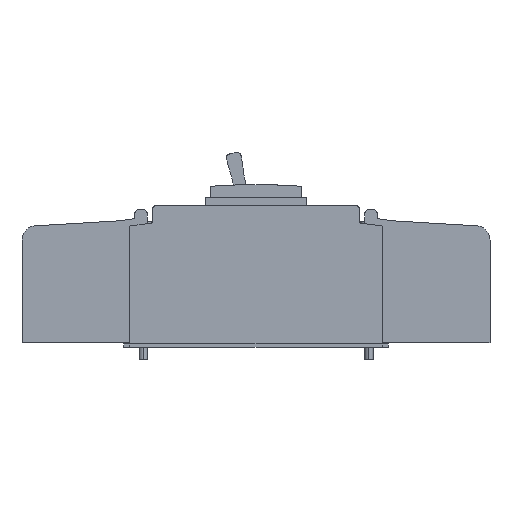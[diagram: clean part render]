
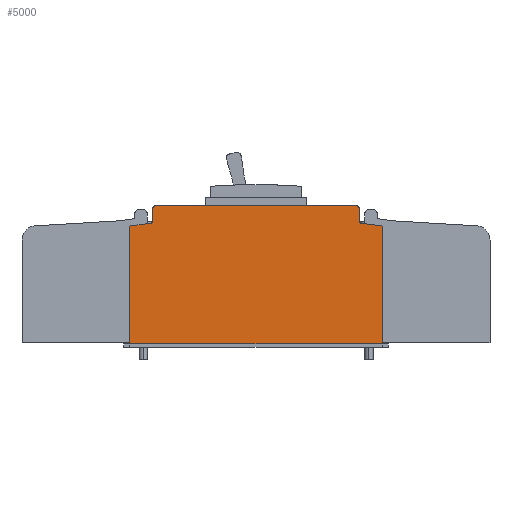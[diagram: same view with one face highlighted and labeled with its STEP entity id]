
A CAD part, left-side view. The second image highlights one B-rep face of the part: STEP entity #5000.
In plain terms, the highlighted planar face has unit normal (-1, 0, 0).
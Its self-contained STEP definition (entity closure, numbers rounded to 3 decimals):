
#4110=CARTESIAN_POINT('',(12.5,381.1,0.));
#4120=DIRECTION('',(1.,-0.,0.));
#4130=DIRECTION('',(0.,0.,-1.));
#4140=AXIS2_PLACEMENT_3D('',#4110,#4120,#4130);
#4150=PLANE('',#4140);
#4160=CARTESIAN_POINT('',(12.5,392.1,0.));
#4170=DIRECTION('',(0.,0.,1.));
#4180=VECTOR('',#4170,1.);
#4190=LINE('',#4160,#4180);
#4200=CARTESIAN_POINT('',(12.5,392.1,-72.));
#4210=VERTEX_POINT('',#4200);
#4220=CARTESIAN_POINT('',(12.5,392.1,-14.106));
#4230=VERTEX_POINT('',#4220);
#4240=EDGE_CURVE('',#4210,#4230,#4190,.T.);
#4250=ORIENTED_EDGE('',*,*,#4240,.F.);
#4260=CARTESIAN_POINT('',(12.5,0.,41.));
#4270=DIRECTION('',(0.,-0.99,0.139));
#4280=VECTOR('',#4270,1.);
#4290=LINE('',#4260,#4280);
#4300=CARTESIAN_POINT('',(12.5,381.1,-12.56));
#4310=VERTEX_POINT('',#4300);
#4320=EDGE_CURVE('',#4230,#4310,#4290,.T.);
#4330=ORIENTED_EDGE('',*,*,#4320,.F.);
#4340=CARTESIAN_POINT('',(12.5,381.1,0.));
#4350=DIRECTION('',(0.,0.,1.));
#4360=VECTOR('',#4350,1.);
#4370=LINE('',#4340,#4360);
#4380=CARTESIAN_POINT('',(12.5,381.1,-6.));
#4390=VERTEX_POINT('',#4380);
#4400=EDGE_CURVE('',#4310,#4390,#4370,.T.);
#4410=ORIENTED_EDGE('',*,*,#4400,.F.);
#4420=CARTESIAN_POINT('',(12.5,379.1,-6.));
#4430=DIRECTION('',(-1.,0.,0.));
#4440=DIRECTION('',(0.,1.,0.));
#4450=AXIS2_PLACEMENT_3D('',#4420,#4430,#4440);
#4460=CIRCLE('',#4450,2.);
#4470=CARTESIAN_POINT('',(12.5,379.1,-4.));
#4480=VERTEX_POINT('',#4470);
#4490=EDGE_CURVE('',#4480,#4390,#4460,.T.);
#4500=ORIENTED_EDGE('',*,*,#4490,.T.);
#4510=CARTESIAN_POINT('',(12.5,0.,-4.));
#4520=DIRECTION('',(0.,-1.,0.));
#4530=VECTOR('',#4520,1.);
#4540=LINE('',#4510,#4530);
#4550=CARTESIAN_POINT('',(12.5,281.1,-4.));
#4560=VERTEX_POINT('',#4550);
#4570=EDGE_CURVE('',#4480,#4560,#4540,.T.);
#4580=ORIENTED_EDGE('',*,*,#4570,.F.);
#4590=CARTESIAN_POINT('',(12.5,281.1,-6.));
#4600=DIRECTION('',(1.,0.,0.));
#4610=DIRECTION('',(0.,-1.,0.));
#4620=AXIS2_PLACEMENT_3D('',#4590,#4600,#4610);
#4630=CIRCLE('',#4620,2.);
#4640=CARTESIAN_POINT('',(12.5,279.1,-6.));
#4650=VERTEX_POINT('',#4640);
#4660=EDGE_CURVE('',#4560,#4650,#4630,.T.);
#4670=ORIENTED_EDGE('',*,*,#4660,.F.);
#4680=CARTESIAN_POINT('',(12.5,279.1,-12.56));
#4690=DIRECTION('',(0.,0.,1.));
#4700=VECTOR('',#4690,1.);
#4710=LINE('',#4680,#4700);
#4720=CARTESIAN_POINT('',(12.5,279.1,-12.56));
#4730=VERTEX_POINT('',#4720);
#4740=EDGE_CURVE('',#4730,#4650,#4710,.T.);
#4750=ORIENTED_EDGE('',*,*,#4740,.T.);
#4760=CARTESIAN_POINT('',(12.5,268.1,-14.106));
#4770=DIRECTION('',(0.,0.99,0.139));
#4780=VECTOR('',#4770,1.);
#4790=LINE('',#4760,#4780);
#4800=CARTESIAN_POINT('',(12.5,268.1,-14.106));
#4810=VERTEX_POINT('',#4800);
#4820=EDGE_CURVE('',#4810,#4730,#4790,.T.);
#4830=ORIENTED_EDGE('',*,*,#4820,.T.);
#4840=CARTESIAN_POINT('',(12.5,268.1,-14.106));
#4850=DIRECTION('',(0.,0.,-1.));
#4860=VECTOR('',#4850,1.);
#4870=LINE('',#4840,#4860);
#4880=CARTESIAN_POINT('',(12.5,268.1,-72.));
#4890=VERTEX_POINT('',#4880);
#4900=EDGE_CURVE('',#4810,#4890,#4870,.T.);
#4910=ORIENTED_EDGE('',*,*,#4900,.F.);
#4920=CARTESIAN_POINT('',(12.5,0.,-72.));
#4930=DIRECTION('',(0.,1.,0.));
#4940=VECTOR('',#4930,1.);
#4950=LINE('',#4920,#4940);
#4960=EDGE_CURVE('',#4890,#4210,#4950,.T.);
#4970=ORIENTED_EDGE('',*,*,#4960,.F.);
#4980=EDGE_LOOP('',(#4970,#4910,#4830,#4750,#4670,#4580,#4500,#4410,
#4330,#4250));
#4990=FACE_OUTER_BOUND('',#4980,.T.);
#5000=ADVANCED_FACE('',(#4990),#4150,.F.);
